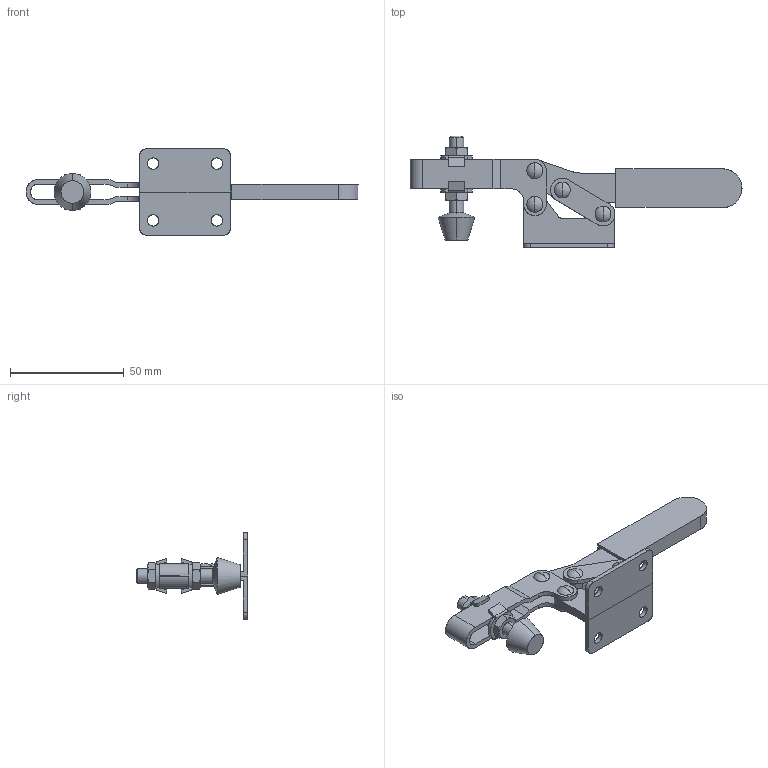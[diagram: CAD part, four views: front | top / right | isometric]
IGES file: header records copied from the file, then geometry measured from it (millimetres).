
Start section: SolidWorks IGES file using analytic representation for surfaces
Global section: file name: GH-201-C(ﾂｲ､ﾆ).IGS,; native system: SolidWorks 2016; preprocessor: SolidWorks 2016; author: LinWei; date: 200714.132259; units: millimetre
Bounding box: 146.18 x 49.25 x 38 mm (x, y, z)
Surface area: 17190.7 mm2 (no closed solid volume)
Topology: 0 solids, 0 shells, 227 faces, 3240 edges, 3236 vertices
Faces by surface type: revolution 114, bspline 113
